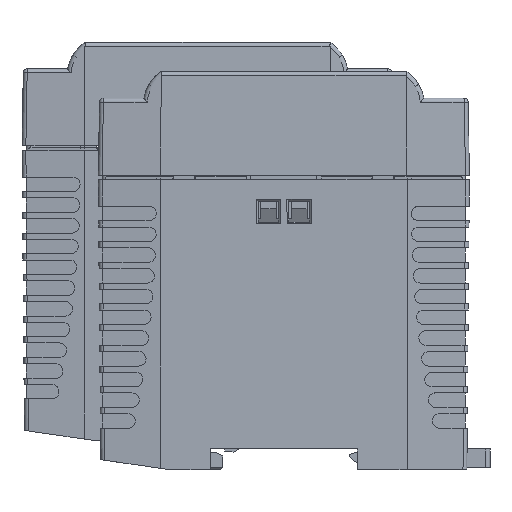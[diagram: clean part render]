
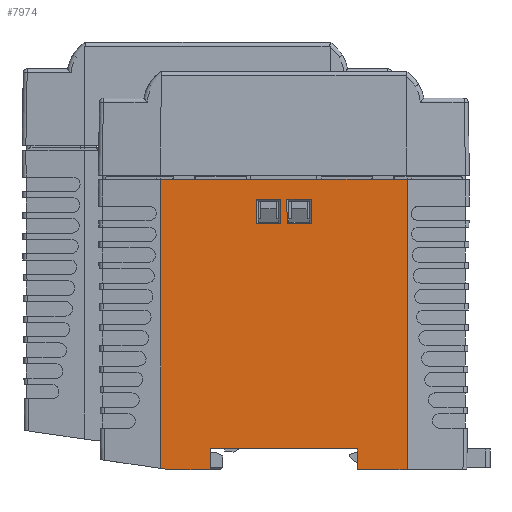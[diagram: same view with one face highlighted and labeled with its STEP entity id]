
A CAD part, left-side view. The second image highlights one B-rep face of the part: STEP entity #7974.
In plain terms, the highlighted planar face has unit normal (-1, 0, -0.009).
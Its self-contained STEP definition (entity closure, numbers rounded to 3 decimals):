
#5975 = EDGE_CURVE( '    LINE', #19006, #19007, #19008, .T. );
#6758 = EDGE_CURVE( '    LINE', #20369, #20370, #20371, .T. );
#7485 = EDGE_CURVE( '    LINE', #21581, #21582, #21583, .T. );
#7974 = ADVANCED_FACE( '    FACE', ( #22376, #22377, #22378 ), #22379, .F. );
#9148 = EDGE_CURVE( '    LINE', #21581, #23610, #24194, .T. );
#9746 = EDGE_CURVE( '    LINE', #19007, #25074, #25075, .T. );
#9810 = EDGE_CURVE( '    LINE', #22146, #25169, #25170, .T. );
#10595 = EDGE_CURVE( '    LINE', #23610, #26275, #26276, .T. );
#11493 = EDGE_CURVE( '    LINE', #25320, #19006, #27512, .T. );
#11638 = EDGE_CURVE( '    LINE', #27702, #21682, #27703, .T. );
#11771 = EDGE_CURVE( '    LINE', #21682, #26275, #27880, .T. );
#13459 = EDGE_CURVE( '    LINE', #23711, #26949, #30035, .T. );
#13514 = EDGE_CURVE( '    LINE', #21582, #25169, #30105, .T. );
#15272 = EDGE_CURVE( '    LINE', #25074, #25320, #32279, .T. );
#15489 = EDGE_CURVE( '    LINE', #26949, #20369, #32533, .T. );
#15722 = EDGE_CURVE( '    LINE', #27702, #20839, #32812, .T. );
#15846 = EDGE_CURVE( '    LINE', #22146, #20839, #32961, .T. );
#17939 = EDGE_CURVE( '    LINE', #20370, #23711, #35386, .T. );
#19006 = VERTEX_POINT( '', #36604 );
#19007 = VERTEX_POINT( '', #36605 );
#19008 = LINE( '', #36606, #36607 );
#20369 = VERTEX_POINT( '', #38538 );
#20370 = VERTEX_POINT( '', #38539 );
#20371 = LINE( '', #38540, #38541 );
#20839 = VERTEX_POINT( '', #39198 );
#21581 = VERTEX_POINT( '', #40275 );
#21582 = VERTEX_POINT( '', #40276 );
#21583 = LINE( '', #40277, #40278 );
#21682 = VERTEX_POINT( '', #40424 );
#22146 = VERTEX_POINT( '', #41109 );
#22376 = FACE_OUTER_BOUND( '', #41427, .T. );
#22377 = FACE_BOUND( '', #41428, .T. );
#22378 = FACE_BOUND( '', #41429, .T. );
#22379 = PLANE( '', #41430 );
#23610 = VERTEX_POINT( '', #43243 );
#23711 = VERTEX_POINT( '', #43389 );
#24194 = LINE( '', #44105, #44106 );
#25074 = VERTEX_POINT( '', #45428 );
#25075 = LINE( '', #45429, #45430 );
#25169 = VERTEX_POINT( '', #45574 );
#25170 = LINE( '', #45575, #45576 );
#25320 = VERTEX_POINT( '', #45799 );
#26275 = VERTEX_POINT( '', #47267 );
#26276 = LINE( '', #47268, #47269 );
#26949 = VERTEX_POINT( '', #48297 );
#27512 = LINE( '', #49180, #49181 );
#27702 = VERTEX_POINT( '', #49476 );
#27703 = LINE( '', #49477, #49478 );
#27880 = LINE( '', #49760, #49761 );
#30035 = LINE( '', #53150, #53151 );
#30105 = LINE( '', #53253, #53254 );
#32279 = LINE( '', #56770, #56771 );
#32533 = LINE( '', #57184, #57185 );
#32812 = LINE( '', #57631, #57632 );
#32961 = LINE( '', #57865, #57866 );
#35386 = LINE( '', #61792, #61793 );
#36604 = CARTESIAN_POINT( '', ( -31.157, -0.793, -13.507 ) );
#36605 = CARTESIAN_POINT( '', ( -31.208, -0.742, -7.642 ) );
#36606 = CARTESIAN_POINT( '', ( -31.157, -0.793, -13.507 ) );
#36607 = VECTOR( '', #63650, 1000. );
#38538 = CARTESIAN_POINT( '', ( -31.157, 0.793, -13.507 ) );
#38539 = CARTESIAN_POINT( '', ( -31.157, 6.607, -13.507 ) );
#38540 = CARTESIAN_POINT( '', ( -31.157, 0.793, -13.507 ) );
#38541 = VECTOR( '', #65077, 1000. );
#39198 = CARTESIAN_POINT( '', ( -30.642, 29.73, -72.477 ) );
#40275 = CARTESIAN_POINT( '', ( -30.639, -17.75, -72.8 ) );
#40276 = CARTESIAN_POINT( '', ( -30.639, -29.73, -72.8 ) );
#40277 = CARTESIAN_POINT( '', ( -30.639, -17.75, -72.8 ) );
#40278 = VECTOR( '', #66238, 1000. );
#40424 = CARTESIAN_POINT( '', ( -30.639, 17.75, -72.8 ) );
#41109 = CARTESIAN_POINT( '', ( -31.25, 29.75, -2.8 ) );
#41427 = EDGE_LOOP( '', ( #67043, #67044, #67045, #67046, #67047, #67048, #67049, #67050, #67051 ) );
#41428 = EDGE_LOOP( '', ( #67052, #67053, #67054, #67055 ) );
#41429 = EDGE_LOOP( '', ( #67056, #67057, #67058, #67059 ) );
#41430 = AXIS2_PLACEMENT_3D( '', #67060, #67061, #67062 );
#43243 = CARTESIAN_POINT( '', ( -30.683, -17.75, -67.8 ) );
#43389 = CARTESIAN_POINT( '', ( -31.208, 6.658, -7.642 ) );
#44105 = CARTESIAN_POINT( '', ( -30.639, -17.75, -72.8 ) );
#44106 = VECTOR( '', #69055, 1000. );
#45428 = CARTESIAN_POINT( '', ( -31.208, -6.658, -7.642 ) );
#45429 = CARTESIAN_POINT( '', ( -31.208, -0.742, -7.642 ) );
#45430 = VECTOR( '', #70053, 1000. );
#45574 = CARTESIAN_POINT( '', ( -31.25, -29.75, -2.8 ) );
#45575 = CARTESIAN_POINT( '', ( -31.25, 29.75, -2.8 ) );
#45576 = VECTOR( '', #70141, 1000. );
#45799 = CARTESIAN_POINT( '', ( -31.157, -6.607, -13.507 ) );
#47267 = CARTESIAN_POINT( '', ( -30.683, 17.75, -67.8 ) );
#47268 = CARTESIAN_POINT( '', ( -30.683, -17.75, -67.8 ) );
#47269 = VECTOR( '', #71627, 1000. );
#48297 = CARTESIAN_POINT( '', ( -31.208, 0.742, -7.642 ) );
#49180 = CARTESIAN_POINT( '', ( -31.157, -6.607, -13.507 ) );
#49181 = VECTOR( '', #73032, 1000. );
#49476 = CARTESIAN_POINT( '', ( -30.639, 27.5, -72.8 ) );
#49477 = CARTESIAN_POINT( '', ( -30.639, 27.5, -72.8 ) );
#49478 = VECTOR( '', #73229, 1000. );
#49760 = CARTESIAN_POINT( '', ( -30.639, 17.75, -72.8 ) );
#49761 = VECTOR( '', #73381, 1000. );
#53150 = CARTESIAN_POINT( '', ( -31.208, 6.658, -7.642 ) );
#53151 = VECTOR( '', #76436, 1000. );
#53253 = CARTESIAN_POINT( '', ( -30.639, -29.73, -72.8 ) );
#53254 = VECTOR( '', #76567, 1000. );
#56770 = CARTESIAN_POINT( '', ( -31.208, -6.658, -7.642 ) );
#56771 = VECTOR( '', #79505, 1000. );
#57184 = CARTESIAN_POINT( '', ( -31.208, 0.742, -7.642 ) );
#57185 = VECTOR( '', #79817, 1000. );
#57631 = CARTESIAN_POINT( '', ( -30.639, 27.5, -72.8 ) );
#57632 = VECTOR( '', #80148, 1000. );
#57865 = CARTESIAN_POINT( '', ( -31.25, 29.75, -2.8 ) );
#57866 = VECTOR( '', #80435, 1000. );
#61792 = CARTESIAN_POINT( '', ( -31.157, 6.607, -13.507 ) );
#61793 = VECTOR( '', #84193, 1000. );
#63650 = DIRECTION( '', ( -0.009, 0.009, 1. ) );
#65077 = DIRECTION( '', ( 0., 1., 0. ) );
#66238 = DIRECTION( '', ( 0., -1., 0. ) );
#67043 = ORIENTED_EDGE( '', *, *, #10595, .F. );
#67044 = ORIENTED_EDGE( '', *, *, #9148, .F. );
#67045 = ORIENTED_EDGE( '', *, *, #7485, .T. );
#67046 = ORIENTED_EDGE( '', *, *, #13514, .T. );
#67047 = ORIENTED_EDGE( '', *, *, #9810, .F. );
#67048 = ORIENTED_EDGE( '', *, *, #15846, .T. );
#67049 = ORIENTED_EDGE( '', *, *, #15722, .F. );
#67050 = ORIENTED_EDGE( '', *, *, #11638, .T. );
#67051 = ORIENTED_EDGE( '', *, *, #11771, .T. );
#67052 = ORIENTED_EDGE( '', *, *, #13459, .T. );
#67053 = ORIENTED_EDGE( '', *, *, #15489, .T. );
#67054 = ORIENTED_EDGE( '', *, *, #6758, .T. );
#67055 = ORIENTED_EDGE( '', *, *, #17939, .T. );
#67056 = ORIENTED_EDGE( '', *, *, #15272, .T. );
#67057 = ORIENTED_EDGE( '', *, *, #11493, .T. );
#67058 = ORIENTED_EDGE( '', *, *, #5975, .T. );
#67059 = ORIENTED_EDGE( '', *, *, #9746, .T. );
#67060 = CARTESIAN_POINT( '', ( -30.627, -30.94, -74.2 ) );
#67061 = DIRECTION( '', ( 1., 0., 0.009 ) );
#67062 = DIRECTION( '', ( 0., 1., 0. ) );
#69055 = DIRECTION( '', ( -0.009, 0., 1. ) );
#70053 = DIRECTION( '', ( 0., -1., 0. ) );
#70141 = DIRECTION( '', ( 0., -1., 0. ) );
#71627 = DIRECTION( '', ( 0., 1., 0. ) );
#73032 = DIRECTION( '', ( 0., 1., 0. ) );
#73229 = DIRECTION( '', ( 0., -1., 0. ) );
#73381 = DIRECTION( '', ( -0.009, 0., 1. ) );
#76436 = DIRECTION( '', ( 0., -1., 0. ) );
#76567 = DIRECTION( '', ( -0.009, 0., 1. ) );
#79505 = DIRECTION( '', ( 0.009, 0.009, -1. ) );
#79817 = DIRECTION( '', ( 0.009, 0.009, -1. ) );
#80148 = DIRECTION( '', ( -0.001, 0.99, 0.143 ) );
#80435 = DIRECTION( '', ( 0.009, 0., -1. ) );
#84193 = DIRECTION( '', ( -0.009, 0.009, 1. ) );
